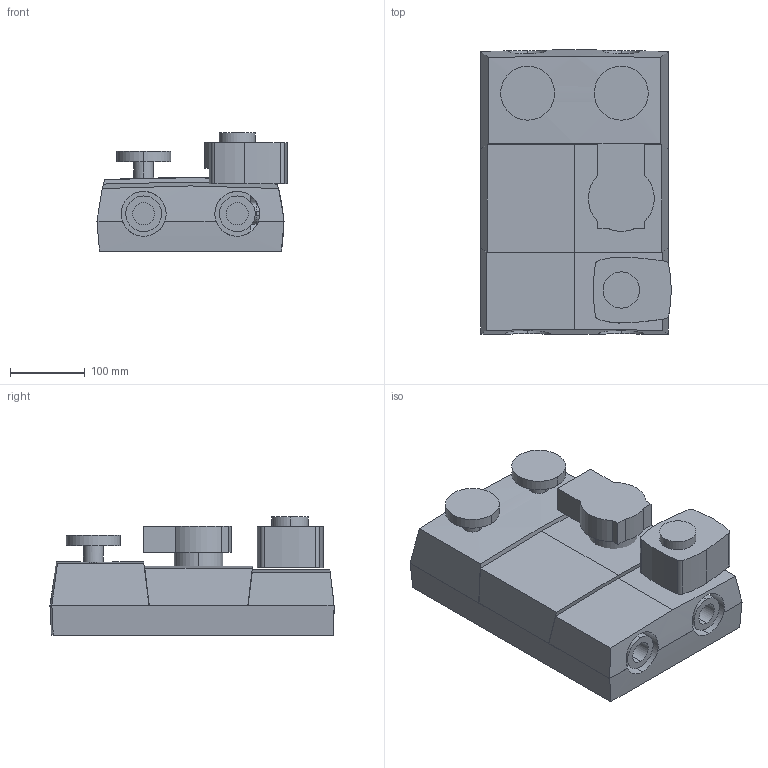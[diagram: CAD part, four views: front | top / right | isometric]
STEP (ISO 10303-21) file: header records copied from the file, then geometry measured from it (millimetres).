
FILE_DESCRIPTION (( 'STEP AP214' ), '1' );
FILE_NAME ('61061100 GBA DN25 W.STEP', '2023-01-05T09:46:00', ( '' ), ( '' ), 'SwSTEP 2.0', 'SolidWorks 2021', '' );
FILE_SCHEMA (( 'AUTOMOTIVE_DESIGN' ));
Length unit declared in the file: millimetre
Products named in the file (1): 61061100 GBA DN25 W
Bounding box: 254.1 x 379.43 x 157.75 mm (x, y, z)
Volume: 9056837.4 mm3; surface area: 517561.8 mm2
Topology: 5 solids, 5 shells, 184 faces, 452 edges, 298 vertices
Faces by surface type: cylinder 107, plane 75, torus 2
Entity records: 6847 total; most frequent: CARTESIAN_POINT 1881, DIRECTION 943, ORIENTED_EDGE 904, EDGE_CURVE 452, AXIS2_PLACEMENT_3D 358, VERTEX_POINT 298, VECTOR 227, LINE 227
